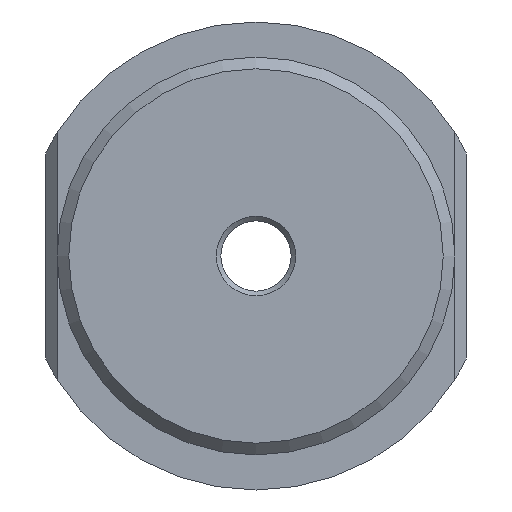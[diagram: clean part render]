
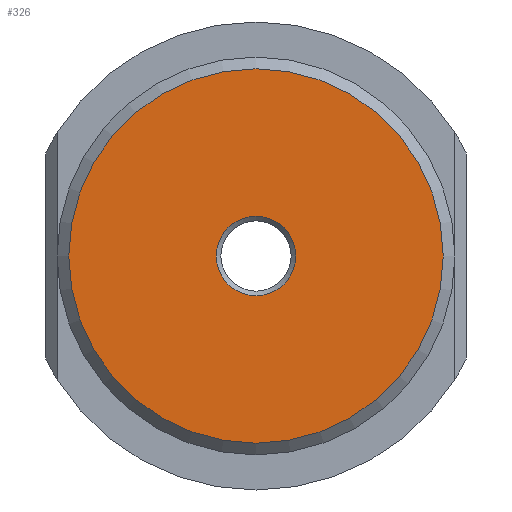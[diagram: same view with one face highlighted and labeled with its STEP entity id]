
A CAD part, left-side view. The second image highlights one B-rep face of the part: STEP entity #326.
In plain terms, the highlighted planar face has unit normal (-1, 0, 0).
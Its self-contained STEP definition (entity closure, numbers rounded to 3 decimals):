
#29=FACE_BOUND('',#114,.T.);
#34=PLANE('',#372);
#91=FACE_OUTER_BOUND('',#113,.T.);
#113=EDGE_LOOP('',(#252));
#114=EDGE_LOOP('',(#253));
#141=CIRCLE('',#368,1.7);
#144=CIRCLE('',#373,8.);
#161=VERTEX_POINT('',#546);
#164=VERTEX_POINT('',#556);
#193=EDGE_CURVE('',#161,#161,#141,.T.);
#198=EDGE_CURVE('',#164,#164,#144,.T.);
#252=ORIENTED_EDGE('',*,*,#198,.F.);
#253=ORIENTED_EDGE('',*,*,#193,.F.);
#326=ADVANCED_FACE('',(#91,#29),#34,.F.);
#368=AXIS2_PLACEMENT_3D('',#547,#433,#434);
#372=AXIS2_PLACEMENT_3D('',#555,#443,#444);
#373=AXIS2_PLACEMENT_3D('',#557,#445,#446);
#433=DIRECTION('center_axis',(-1.,0.,0.));
#434=DIRECTION('ref_axis',(0.,0.,1.));
#443=DIRECTION('center_axis',(1.,0.,0.));
#444=DIRECTION('ref_axis',(0.,0.,-1.));
#445=DIRECTION('center_axis',(1.,0.,0.));
#446=DIRECTION('ref_axis',(0.,0.,-1.));
#546=CARTESIAN_POINT('',(0.,0.,-1.7));
#547=CARTESIAN_POINT('Origin',(0.,0.,0.));
#555=CARTESIAN_POINT('Origin',(0.,0.,0.));
#556=CARTESIAN_POINT('',(0.,0.,8.));
#557=CARTESIAN_POINT('Origin',(0.,0.,0.));
